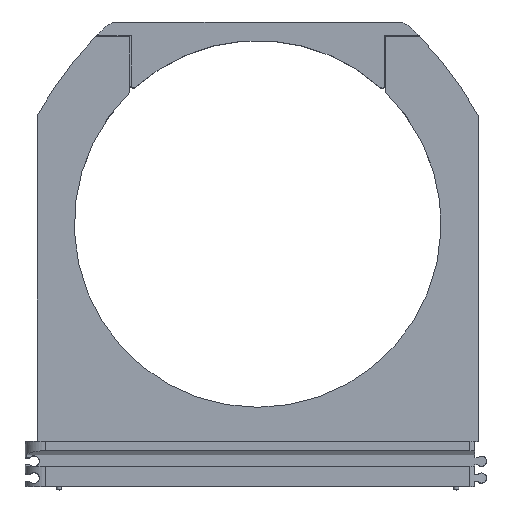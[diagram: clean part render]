
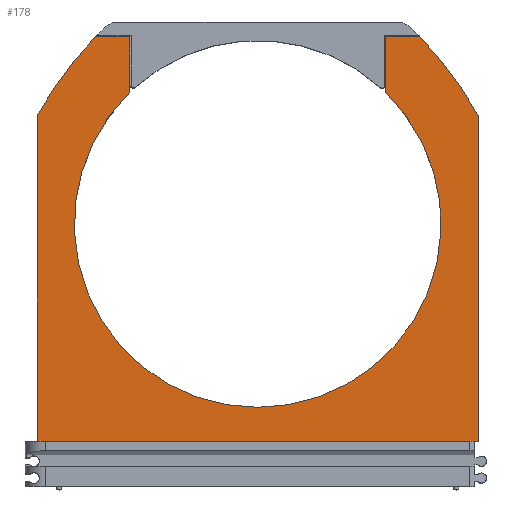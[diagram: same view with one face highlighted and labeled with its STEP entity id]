
A CAD part, top view. The second image highlights one B-rep face of the part: STEP entity #178.
In plain terms, the highlighted planar face has unit normal (0, 0, 1).
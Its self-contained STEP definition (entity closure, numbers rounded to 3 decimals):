
#178 = ADVANCED_FACE( '', ( #400 ), #401, .T. );
#400 = FACE_OUTER_BOUND( '', #624, .T. );
#401 = PLANE( '', #625 );
#624 = EDGE_LOOP( '', ( #1496, #1497, #1498, #1499, #1500, #1501, #1502, #1503, #1504, #1505, #1506 ) );
#625 = AXIS2_PLACEMENT_3D( '', #1507, #1508, #1509 );
#1496 = ORIENTED_EDGE( '', *, *, #1758, .F. );
#1497 = ORIENTED_EDGE( '', *, *, #1834, .F. );
#1498 = ORIENTED_EDGE( '', *, *, #1814, .F. );
#1499 = ORIENTED_EDGE( '', *, *, #1825, .F. );
#1500 = ORIENTED_EDGE( '', *, *, #1658, .F. );
#1501 = ORIENTED_EDGE( '', *, *, #1833, .T. );
#1502 = ORIENTED_EDGE( '', *, *, #1764, .F. );
#1503 = ORIENTED_EDGE( '', *, *, #1749, .F. );
#1504 = ORIENTED_EDGE( '', *, *, #1753, .F. );
#1505 = ORIENTED_EDGE( '', *, *, #1704, .F. );
#1506 = ORIENTED_EDGE( '', *, *, #1757, .F. );
#1507 = CARTESIAN_POINT( '', ( 32.75, -27.55, 8.5 ) );
#1508 = DIRECTION( '', ( 0., 0., 1. ) );
#1509 = DIRECTION( '', ( 1., 0., 0. ) );
#1658 = EDGE_CURVE( '', #2047, #2038, #2049, .T. );
#1704 = EDGE_CURVE( '', #2132, #2134, #2135, .T. );
#1749 = EDGE_CURVE( '', #2206, #2208, #2209, .T. );
#1753 = EDGE_CURVE( '', #2134, #2206, #2214, .T. );
#1757 = EDGE_CURVE( '', #2218, #2132, #2220, .T. );
#1758 = EDGE_CURVE( '', #2221, #2218, #2222, .T. );
#1764 = EDGE_CURVE( '', #2208, #2230, #2231, .F. );
#1814 = EDGE_CURVE( '', #2308, #2309, #2310, .T. );
#1825 = EDGE_CURVE( '', #2038, #2308, #2321, .T. );
#1833 = EDGE_CURVE( '', #2047, #2230, #2329, .T. );
#1834 = EDGE_CURVE( '', #2309, #2221, #2330, .F. );
#2038 = VERTEX_POINT( '', #2677 );
#2047 = VERTEX_POINT( '', #2692 );
#2049 = LINE( '', #2695, #2696 );
#2132 = VERTEX_POINT( '', #2853 );
#2134 = VERTEX_POINT( '', #2856 );
#2135 = CIRCLE( '', #2857, 27.25 );
#2206 = VERTEX_POINT( '', #3002 );
#2208 = VERTEX_POINT( '', #3005 );
#2209 = LINE( '', #3006, #3007 );
#2214 = LINE( '', #3015, #3016 );
#2218 = VERTEX_POINT( '', #3022 );
#2220 = LINE( '', #3025, #3026 );
#2221 = VERTEX_POINT( '', #3027 );
#2222 = LINE( '', #3028, #3029 );
#2230 = VERTEX_POINT( '', #3040 );
#2231 = CIRCLE( '', #3041, 54.364 );
#2308 = VERTEX_POINT( '', #3142 );
#2309 = VERTEX_POINT( '', #3143 );
#2310 = LINE( '', #3144, #3145 );
#2321 = LINE( '', #3166, #3167 );
#2329 = LINE( '', #3182, #3183 );
#2330 = CIRCLE( '', #3184, 54.364 );
#2677 = CARTESIAN_POINT( '', ( 32.25, -27.55, 8.5 ) );
#2692 = CARTESIAN_POINT( '', ( 32.75, -27.55, 8.5 ) );
#2695 = CARTESIAN_POINT( '', ( 32.75, -27.55, 8.5 ) );
#2696 = VECTOR( '', #3375, 1000. );
#2853 = CARTESIAN_POINT( '', ( -19., 24.284, 8.5 ) );
#2856 = CARTESIAN_POINT( '', ( 19., 24.284, 8.5 ) );
#2857 = AXIS2_PLACEMENT_3D( '', #3455, #3456, #3457 );
#3002 = CARTESIAN_POINT( '', ( 19., 32.55, 8.5 ) );
#3005 = CARTESIAN_POINT( '', ( 24.099, 32.55, 8.5 ) );
#3006 = CARTESIAN_POINT( '', ( 19., 32.55, 8.5 ) );
#3007 = VECTOR( '', #3515, 1000. );
#3015 = CARTESIAN_POINT( '', ( 19., 4.75, 8.5 ) );
#3016 = VECTOR( '', #3519, 1000. );
#3022 = CARTESIAN_POINT( '', ( -19., 32.55, 8.5 ) );
#3025 = CARTESIAN_POINT( '', ( -19., 32.55, 8.5 ) );
#3026 = VECTOR( '', #3523, 1000. );
#3027 = CARTESIAN_POINT( '', ( -24.099, 32.55, 8.5 ) );
#3028 = CARTESIAN_POINT( '', ( -32.75, 32.55, 8.5 ) );
#3029 = VECTOR( '', #3524, 1000. );
#3040 = CARTESIAN_POINT( '', ( 32.75, 20.85, 8.5 ) );
#3041 = AXIS2_PLACEMENT_3D( '', #3534, #3535, #3536 );
#3142 = CARTESIAN_POINT( '', ( -32.75, -27.55, 8.5 ) );
#3143 = CARTESIAN_POINT( '', ( -32.75, 20.85, 8.5 ) );
#3144 = CARTESIAN_POINT( '', ( -32.75, -27.55, 8.5 ) );
#3145 = VECTOR( '', #3636, 1000. );
#3166 = CARTESIAN_POINT( '', ( 32.75, -27.55, 8.5 ) );
#3167 = VECTOR( '', #3647, 1000. );
#3182 = CARTESIAN_POINT( '', ( 32.75, -27.55, 8.5 ) );
#3183 = VECTOR( '', #3655, 1000. );
#3184 = AXIS2_PLACEMENT_3D( '', #3656, #3657, #3658 );
#3375 = DIRECTION( '', ( -1., 0., 0. ) );
#3455 = CARTESIAN_POINT( '', ( 0., 4.75, 8.5 ) );
#3456 = DIRECTION( '', ( 0., 0., 1. ) );
#3457 = DIRECTION( '', ( 1., 0., 0. ) );
#3515 = DIRECTION( '', ( 1., 0., 0. ) );
#3519 = DIRECTION( '', ( 0., 1., 0. ) );
#3523 = DIRECTION( '', ( 0., -1., 0. ) );
#3524 = DIRECTION( '', ( 1., 0., 0. ) );
#3534 = CARTESIAN_POINT( '', ( -14.894, -5.331, 8.5 ) );
#3535 = DIRECTION( '', ( 0., 0., 1. ) );
#3536 = DIRECTION( '', ( 1., 0., 0. ) );
#3636 = DIRECTION( '', ( 0., 1., 0. ) );
#3647 = DIRECTION( '', ( -1., 0., 0. ) );
#3655 = DIRECTION( '', ( 0., 1., 0. ) );
#3656 = CARTESIAN_POINT( '', ( 14.894, -5.331, 8.5 ) );
#3657 = DIRECTION( '', ( 0., 0., 1. ) );
#3658 = DIRECTION( '', ( 1., 0., 0. ) );
